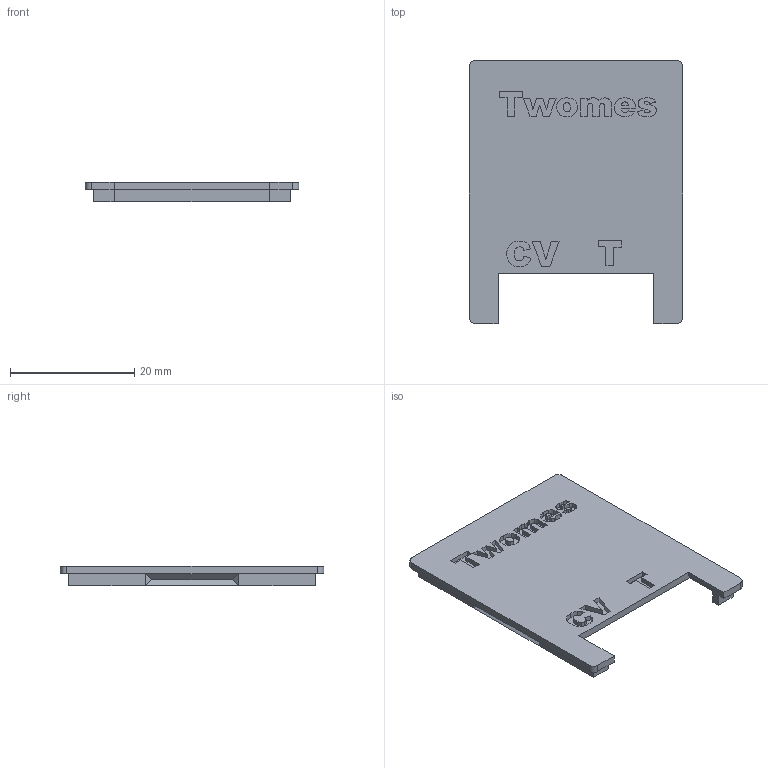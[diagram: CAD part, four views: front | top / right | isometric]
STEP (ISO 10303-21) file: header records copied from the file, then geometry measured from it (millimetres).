
FILE_DESCRIPTION(/* description */ (''),/* implementation_level */ '2;1');
FILE_NAME(/* name */ 'twomes-opentherm-monitor-enclosure-lid.step',/* time_stamp */ '2022-01-06T22:05:18+01:00',/* author */ (''),/* organization */ (''),/* preprocessor_version */ 'ST-DEVELOPER v18.1',/* originating_system */ 'Autodesk Translation Framework v10.10.0.1391',/* authorisation */ '');
FILE_SCHEMA (('AUTOMOTIVE_DESIGN { 1 0 10303 214 3 1 1 }'));
Length unit declared in the file: millimetre
Products named in the file (3): Untitled; top; Box
Assembly tree (2 placements, depth 3):
  Untitled
    top
      Box
Bounding box: 34.4 x 42.4 x 3.2 mm (x, y, z)
Volume: 1682.3 mm3; surface area: 3335.2 mm2
Topology: 1 solids, 1 shells, 203 faces, 562 edges, 372 vertices
Faces by surface type: plane 100, bspline 99, cylinder 4
Entity records: 7403 total; most frequent: CARTESIAN_POINT 2825, ORIENTED_EDGE 1124, DIRECTION 590, EDGE_CURVE 562, VERTEX_POINT 372, LINE 356, VECTOR 356, EDGE_LOOP 214
